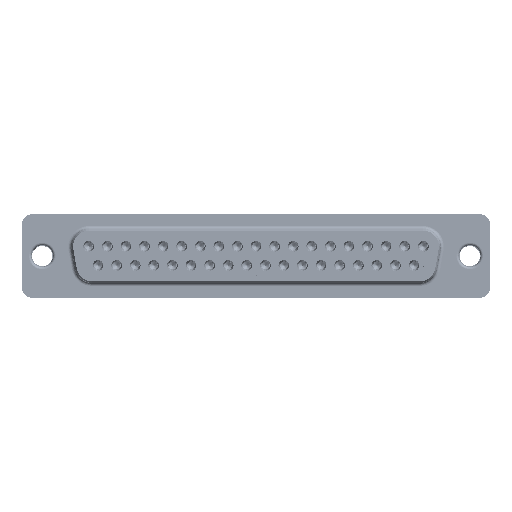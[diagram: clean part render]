
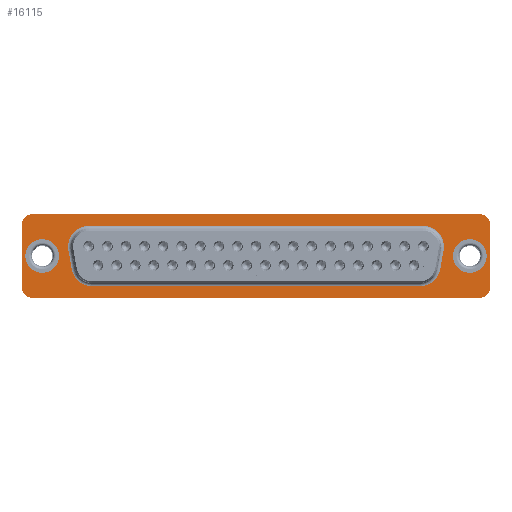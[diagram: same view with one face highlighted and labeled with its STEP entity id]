
A CAD part, top view. The second image highlights one B-rep face of the part: STEP entity #16115.
In plain terms, the highlighted face is planar.
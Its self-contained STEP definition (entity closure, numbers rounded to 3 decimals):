
#1653=CIRCLE('',#18836,2.5);
#1655=CIRCLE('',#18839,2.5);
#1665=CIRCLE('',#18859,1.5);
#1667=CIRCLE('',#18862,1.5);
#1669=CIRCLE('',#18866,1.5);
#1671=CIRCLE('',#18870,1.5);
#1673=CIRCLE('',#18873,3.1);
#1674=CIRCLE('',#18874,3.1);
#1675=CIRCLE('',#18875,3.1);
#1676=CIRCLE('',#18876,3.1);
#5778=ORIENTED_EDGE('',*,*,#8039,.F.);
#5779=ORIENTED_EDGE('',*,*,#8040,.F.);
#5780=ORIENTED_EDGE('',*,*,#8041,.F.);
#5781=ORIENTED_EDGE('',*,*,#8042,.F.);
#5782=ORIENTED_EDGE('',*,*,#8043,.F.);
#5783=ORIENTED_EDGE('',*,*,#8044,.F.);
#5784=ORIENTED_EDGE('',*,*,#8045,.F.);
#5785=ORIENTED_EDGE('',*,*,#8046,.F.);
#5786=ORIENTED_EDGE('',*,*,#7998,.T.);
#5787=ORIENTED_EDGE('',*,*,#8000,.T.);
#5788=ORIENTED_EDGE('',*,*,#8037,.F.);
#5789=ORIENTED_EDGE('',*,*,#8036,.F.);
#5790=ORIENTED_EDGE('',*,*,#8023,.F.);
#5791=ORIENTED_EDGE('',*,*,#7995,.F.);
#5792=ORIENTED_EDGE('',*,*,#8026,.F.);
#5793=ORIENTED_EDGE('',*,*,#8030,.F.);
#5794=ORIENTED_EDGE('',*,*,#8032,.F.);
#5795=ORIENTED_EDGE('',*,*,#7991,.F.);
#7991=EDGE_CURVE('',#9550,#9552,#10619,.T.);
#7995=EDGE_CURVE('',#9554,#9556,#10623,.T.);
#7998=EDGE_CURVE('',#9558,#9558,#1653,.T.);
#8000=EDGE_CURVE('',#9560,#9560,#1655,.T.);
#8023=EDGE_CURVE('',#9556,#9580,#1665,.T.);
#8026=EDGE_CURVE('',#9582,#9554,#1667,.T.);
#8030=EDGE_CURVE('',#9584,#9582,#10642,.T.);
#8032=EDGE_CURVE('',#9552,#9584,#1669,.T.);
#8036=EDGE_CURVE('',#9580,#9587,#10646,.T.);
#8037=EDGE_CURVE('',#9587,#9550,#1671,.T.);
#8039=EDGE_CURVE('',#9588,#9589,#10647,.T.);
#8040=EDGE_CURVE('',#9590,#9588,#1673,.T.);
#8041=EDGE_CURVE('',#9591,#9590,#10648,.T.);
#8042=EDGE_CURVE('',#9592,#9591,#1674,.T.);
#8043=EDGE_CURVE('',#9593,#9592,#10649,.T.);
#8044=EDGE_CURVE('',#9594,#9593,#1675,.T.);
#8045=EDGE_CURVE('',#9595,#9594,#10650,.T.);
#8046=EDGE_CURVE('',#9589,#9595,#1676,.T.);
#9550=VERTEX_POINT('',#35545);
#9552=VERTEX_POINT('',#35548);
#9554=VERTEX_POINT('',#35554);
#9556=VERTEX_POINT('',#35557);
#9558=VERTEX_POINT('',#35563);
#9560=VERTEX_POINT('',#35568);
#9580=VERTEX_POINT('',#35621);
#9582=VERTEX_POINT('',#35627);
#9584=VERTEX_POINT('',#35633);
#9587=VERTEX_POINT('',#35643);
#9588=VERTEX_POINT('',#35651);
#9589=VERTEX_POINT('',#35652);
#9590=VERTEX_POINT('',#35654);
#9591=VERTEX_POINT('',#35656);
#9592=VERTEX_POINT('',#35658);
#9593=VERTEX_POINT('',#35660);
#9594=VERTEX_POINT('',#35662);
#9595=VERTEX_POINT('',#35664);
#10619=LINE('',#35547,#11662);
#10623=LINE('',#35556,#11666);
#10642=LINE('',#35635,#11685);
#10646=LINE('',#35645,#11689);
#10647=LINE('',#35650,#11690);
#10648=LINE('',#35655,#11691);
#10649=LINE('',#35659,#11692);
#10650=LINE('',#35663,#11693);
#11662=VECTOR('',#22963,1000.);
#11666=VECTOR('',#22969,1000.);
#11685=VECTOR('',#23048,1000.);
#11689=VECTOR('',#23060,1000.);
#11690=VECTOR('',#23069,1000.);
#11691=VECTOR('',#23072,1000.);
#11692=VECTOR('',#23075,1000.);
#11693=VECTOR('',#23078,1000.);
#13121=EDGE_LOOP('',(#5778,#5779,#5780,#5781,#5782,#5783,#5784,#5785));
#13122=EDGE_LOOP('',(#5786));
#13123=EDGE_LOOP('',(#5787));
#13124=EDGE_LOOP('',(#5788,#5789,#5790,#5791,#5792,#5793,#5794,#5795));
#14586=FACE_BOUND('',#13121,.T.);
#14587=FACE_BOUND('',#13122,.T.);
#14588=FACE_BOUND('',#13123,.T.);
#14589=FACE_BOUND('',#13124,.T.);
#15180=PLANE('',#18872);
#16115=ADVANCED_FACE('',(#14586,#14587,#14588,#14589),#15180,.F.);
#18836=AXIS2_PLACEMENT_3D('',#35562,#22974,#22975);
#18839=AXIS2_PLACEMENT_3D('',#35567,#22980,#22981);
#18859=AXIS2_PLACEMENT_3D('',#35620,#23033,#23034);
#18862=AXIS2_PLACEMENT_3D('',#35626,#23040,#23041);
#18866=AXIS2_PLACEMENT_3D('',#35638,#23052,#23053);
#18870=AXIS2_PLACEMENT_3D('',#35647,#23063,#23064);
#18872=AXIS2_PLACEMENT_3D('',#35649,#23067,#23068);
#18873=AXIS2_PLACEMENT_3D('',#35653,#23070,#23071);
#18874=AXIS2_PLACEMENT_3D('',#35657,#23073,#23074);
#18875=AXIS2_PLACEMENT_3D('',#35661,#23076,#23077);
#18876=AXIS2_PLACEMENT_3D('',#35665,#23079,#23080);
#22963=DIRECTION('',(-1.,0.,0.));
#22969=DIRECTION('',(1.,0.,0.));
#22974=DIRECTION('',(0.,0.,1.));
#22975=DIRECTION('',(-1.,0.,0.));
#22980=DIRECTION('',(0.,0.,1.));
#22981=DIRECTION('',(-1.,0.,0.));
#23033=DIRECTION('',(0.,0.,1.));
#23034=DIRECTION('',(0.707,-0.707,0.));
#23040=DIRECTION('',(0.,0.,1.));
#23041=DIRECTION('',(-0.707,-0.707,0.));
#23048=DIRECTION('',(0.,-1.,0.));
#23052=DIRECTION('',(0.,0.,1.));
#23053=DIRECTION('',(-0.707,0.707,0.));
#23060=DIRECTION('',(0.,1.,0.));
#23063=DIRECTION('',(0.,0.,1.));
#23064=DIRECTION('',(0.707,0.707,0.));
#23067=DIRECTION('',(0.,0.,1.));
#23068=DIRECTION('',(1.,0.,0.));
#23069=DIRECTION('',(-1.,0.,0.));
#23070=DIRECTION('',(0.,0.,-1.));
#23071=DIRECTION('',(0.643,-0.766,0.));
#23072=DIRECTION('',(-0.174,-0.985,0.));
#23073=DIRECTION('',(0.,0.,-1.));
#23074=DIRECTION('',(0.766,0.643,0.));
#23075=DIRECTION('',(1.,0.,0.));
#23076=DIRECTION('',(0.,0.,-1.));
#23077=DIRECTION('',(-0.766,0.643,0.));
#23078=DIRECTION('',(-0.174,0.985,0.));
#23079=DIRECTION('',(0.,0.,-1.));
#23080=DIRECTION('',(-0.643,-0.766,0.));
#35545=CARTESIAN_POINT('',(33.25,6.2,-0.4));
#35547=CARTESIAN_POINT('',(34.75,6.2,-0.4));
#35548=CARTESIAN_POINT('',(-33.25,6.2,-0.4));
#35554=CARTESIAN_POINT('',(-33.25,-6.2,-0.4));
#35556=CARTESIAN_POINT('',(-34.75,-6.2,-0.4));
#35557=CARTESIAN_POINT('',(33.25,-6.2,-0.4));
#35562=CARTESIAN_POINT('',(-31.75,0.,-0.4));
#35563=CARTESIAN_POINT('',(-34.25,0.,-0.4));
#35567=CARTESIAN_POINT('',(31.75,0.,-0.4));
#35568=CARTESIAN_POINT('',(29.25,0.,-0.4));
#35620=CARTESIAN_POINT('',(33.25,-4.7,-0.4));
#35621=CARTESIAN_POINT('',(34.75,-4.7,-0.4));
#35626=CARTESIAN_POINT('',(-33.25,-4.7,-0.4));
#35627=CARTESIAN_POINT('',(-34.75,-4.7,-0.4));
#35633=CARTESIAN_POINT('',(-34.75,4.7,-0.4));
#35635=CARTESIAN_POINT('',(-34.75,6.2,-0.4));
#35638=CARTESIAN_POINT('',(-33.25,4.7,-0.4));
#35643=CARTESIAN_POINT('',(34.75,4.7,-0.4));
#35645=CARTESIAN_POINT('',(34.75,-6.2,-0.4));
#35647=CARTESIAN_POINT('',(33.25,4.7,-0.4));
#35649=CARTESIAN_POINT('',(17.296,0.013,-0.4));
#35650=CARTESIAN_POINT('',(8.648,-4.5,-0.4));
#35651=CARTESIAN_POINT('',(24.306,-4.5,-0.4));
#35652=CARTESIAN_POINT('',(-24.306,-4.5,-0.4));
#35653=CARTESIAN_POINT('',(24.306,-1.4,-0.4));
#35654=CARTESIAN_POINT('',(27.359,-1.938,-0.4));
#35655=CARTESIAN_POINT('',(27.374,-1.853,-0.4));
#35656=CARTESIAN_POINT('',(27.853,0.862,-0.4));
#35657=CARTESIAN_POINT('',(24.8,1.4,-0.4));
#35658=CARTESIAN_POINT('',(24.8,4.5,-0.4));
#35659=CARTESIAN_POINT('',(8.648,4.5,-0.4));
#35660=CARTESIAN_POINT('',(-24.8,4.5,-0.4));
#35661=CARTESIAN_POINT('',(-24.8,1.4,-0.4));
#35662=CARTESIAN_POINT('',(-27.853,0.862,-0.4));
#35663=CARTESIAN_POINT('',(-27.1,-3.41,-0.4));
#35664=CARTESIAN_POINT('',(-27.359,-1.938,-0.4));
#35665=CARTESIAN_POINT('',(-24.306,-1.4,-0.4));
